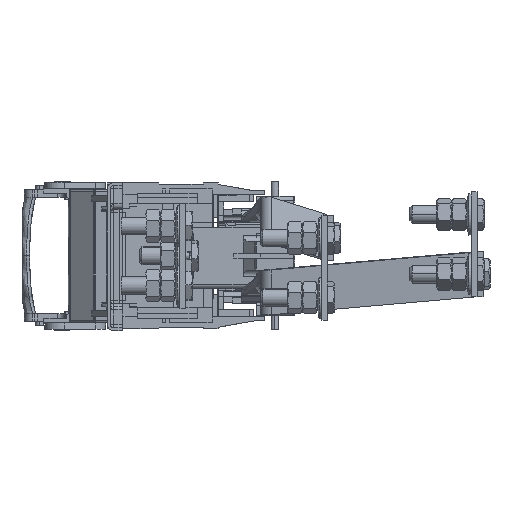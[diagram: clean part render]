
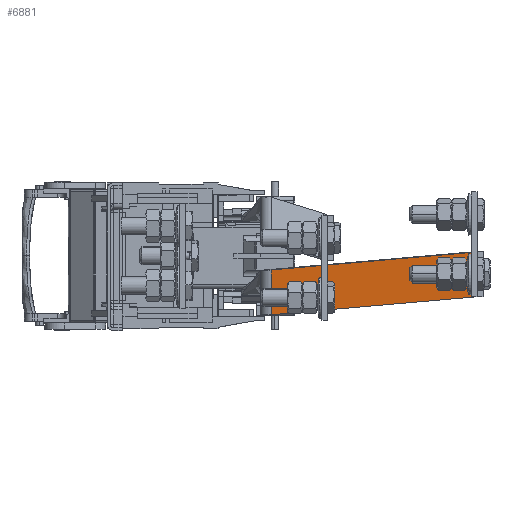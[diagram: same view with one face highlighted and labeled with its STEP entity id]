
A CAD part, left-side view. The second image highlights one B-rep face of the part: STEP entity #6881.
In plain terms, the highlighted planar face has unit normal (-0.996, 0, -0.087).
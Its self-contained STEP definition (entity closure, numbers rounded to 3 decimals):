
#2909 = PLANE ( 'NONE',  #54967 ) ;
#3917 = CARTESIAN_POINT ( 'NONE',  ( -13.41, -120., 12.47 ) ) ;
#6881 = ADVANCED_FACE ( 'NONE', ( #54853 ), #2909, .F. ) ;
#11294 = VECTOR ( 'NONE', #57321, 1000. ) ;
#13502 = VERTEX_POINT ( 'NONE', #62083 ) ;
#13921 = LINE ( 'NONE', #48679, #11294 ) ;
#15325 = DIRECTION ( 'NONE',  ( -0.008, -0.996, 0.087 ) ) ;
#21245 = VERTEX_POINT ( 'NONE', #3917 ) ;
#28854 = EDGE_CURVE ( 'NONE', #32543, #21245, #13921, .T. ) ;
#30072 = VECTOR ( 'NONE', #63148, 1000. ) ;
#31488 = LINE ( 'NONE', #65009, #58704 ) ;
#32543 = VERTEX_POINT ( 'NONE', #86728 ) ;
#47301 = VERTEX_POINT ( 'NONE', #52300 ) ;
#48679 = CARTESIAN_POINT ( 'NONE',  ( -13.123, -120., 9.187 ) ) ;
#51933 = ORIENTED_EDGE ( 'NONE', *, *, #99420, .T. ) ;
#52300 = CARTESIAN_POINT ( 'NONE',  ( -12.381, 15., 0.704 ) ) ;
#54021 = CARTESIAN_POINT ( 'NONE',  ( -14.301, -236.804, 22.65 ) ) ;
#54820 = CARTESIAN_POINT ( 'NONE',  ( -13.123, 15., 9.187 ) ) ;
#54853 = FACE_OUTER_BOUND ( 'NONE', #85429, .T. ) ;
#54967 = AXIS2_PLACEMENT_3D ( 'NONE', #69396, #97424, #88578 ) ;
#57021 = ORIENTED_EDGE ( 'NONE', *, *, #28854, .F. ) ;
#57143 = ORIENTED_EDGE ( 'NONE', *, *, #62826, .F. ) ;
#57321 = DIRECTION ( 'NONE',  ( 0.087, 0., -0.996 ) ) ;
#58704 = VECTOR ( 'NONE', #15325, 1000. ) ;
#62083 = CARTESIAN_POINT ( 'NONE',  ( -15.006, 15., 30.704 ) ) ;
#62826 = EDGE_CURVE ( 'NONE', #13502, #32543, #31488, .T. ) ;
#63148 = DIRECTION ( 'NONE',  ( 0.087, 0., -0.996 ) ) ;
#65009 = CARTESIAN_POINT ( 'NONE',  ( -16.906, -234.189, 52.422 ) ) ;
#69396 = CARTESIAN_POINT ( 'NONE',  ( -13.123, 66.823, 9.187 ) ) ;
#72676 = VECTOR ( 'NONE', #87522, 1000. ) ;
#74147 = LINE ( 'NONE', #54820, #30072 ) ;
#85429 = EDGE_LOOP ( 'NONE', ( #57021, #57143, #51933, #103889 ) ) ;
#86728 = CARTESIAN_POINT ( 'NONE',  ( -16.035, -120., 42.47 ) ) ;
#87522 = DIRECTION ( 'NONE',  ( 0.008, 0.996, -0.087 ) ) ;
#88578 = DIRECTION ( 'NONE',  ( 0.008, 0.996, -0.087 ) ) ;
#92350 = LINE ( 'NONE', #54021, #72676 ) ;
#97252 = EDGE_CURVE ( 'NONE', #21245, #47301, #92350, .T. ) ;
#97424 = DIRECTION ( 'NONE',  ( 0.996, 0., 0.087 ) ) ;
#99420 = EDGE_CURVE ( 'NONE', #13502, #47301, #74147, .T. ) ;
#103889 = ORIENTED_EDGE ( 'NONE', *, *, #97252, .F. ) ;
